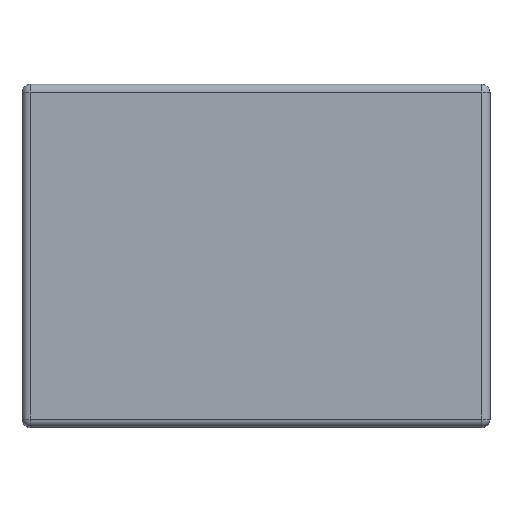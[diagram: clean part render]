
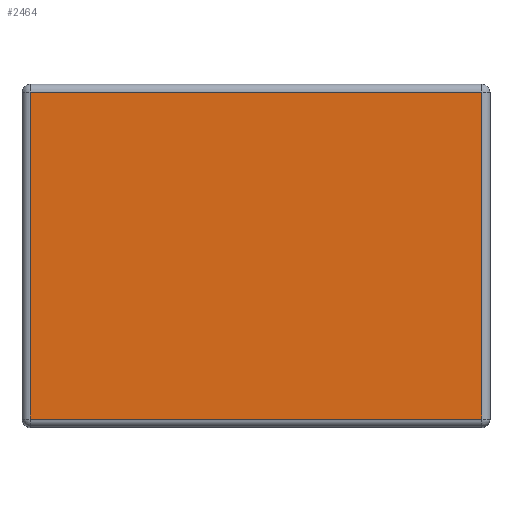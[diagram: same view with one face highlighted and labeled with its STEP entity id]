
A CAD part, top view. The second image highlights one B-rep face of the part: STEP entity #2464.
In plain terms, the highlighted planar face has unit normal (0, 0, 1).
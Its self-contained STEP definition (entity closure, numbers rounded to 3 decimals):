
#219=PLANE('',#2679);
#314=FACE_OUTER_BOUND('',#470,.T.);
#470=EDGE_LOOP('',(#1927,#1928,#1929,#1930));
#611=LINE('',#3738,#805);
#615=LINE('',#3751,#809);
#617=LINE('',#3754,#811);
#619=LINE('',#3757,#813);
#805=VECTOR('',#2945,10.);
#809=VECTOR('',#2961,10.);
#811=VECTOR('',#2965,10.);
#813=VECTOR('',#2969,10.);
#1086=VERTEX_POINT('',#3686);
#1093=VERTEX_POINT('',#3719);
#1096=VERTEX_POINT('',#3729);
#1099=VERTEX_POINT('',#3742);
#1358=EDGE_CURVE('',#1086,#1096,#611,.T.);
#1365=EDGE_CURVE('',#1096,#1099,#615,.T.);
#1367=EDGE_CURVE('',#1099,#1093,#617,.T.);
#1369=EDGE_CURVE('',#1093,#1086,#619,.T.);
#1927=ORIENTED_EDGE('',*,*,#1358,.F.);
#1928=ORIENTED_EDGE('',*,*,#1369,.F.);
#1929=ORIENTED_EDGE('',*,*,#1367,.F.);
#1930=ORIENTED_EDGE('',*,*,#1365,.F.);
#2464=ADVANCED_FACE('',(#314),#219,.T.);
#2679=AXIS2_PLACEMENT_3D('',#4050,#3046,#3047);
#2945=DIRECTION('',(-1.,0.,0.));
#2961=DIRECTION('',(0.,1.,0.));
#2965=DIRECTION('',(1.,0.,0.));
#2969=DIRECTION('',(0.,-1.,0.));
#3046=DIRECTION('center_axis',(0.,0.,1.));
#3047=DIRECTION('ref_axis',(1.,0.,0.));
#3686=CARTESIAN_POINT('',(5.6,-4.05,10.9));
#3719=CARTESIAN_POINT('',(5.6,4.05,10.9));
#3729=CARTESIAN_POINT('',(-5.6,-4.05,10.9));
#3738=CARTESIAN_POINT('',(-2.9,-4.05,10.9));
#3742=CARTESIAN_POINT('',(-5.6,4.05,10.9));
#3751=CARTESIAN_POINT('',(-5.6,2.125,10.9));
#3754=CARTESIAN_POINT('',(2.9,4.05,10.9));
#3757=CARTESIAN_POINT('',(5.6,-2.125,10.9));
#4050=CARTESIAN_POINT('Origin',(0.,0.,10.9));
